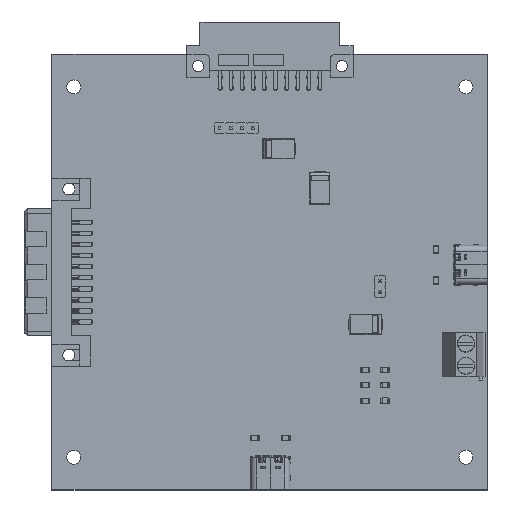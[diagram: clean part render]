
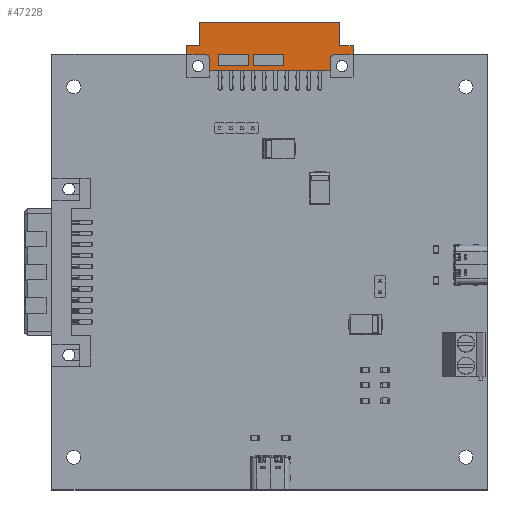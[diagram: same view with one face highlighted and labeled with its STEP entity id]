
A CAD part, top view. The second image highlights one B-rep face of the part: STEP entity #47228.
In plain terms, the highlighted face is planar.
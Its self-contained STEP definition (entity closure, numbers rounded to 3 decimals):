
#47203 = VERTEX_POINT('',#47204);
#47204 = CARTESIAN_POINT('',(13.43,8.6,1.6));
#47210 = EDGE_CURVE('',#47211,#47203,#47213,.T.);
#47211 = VERTEX_POINT('',#47212);
#47212 = CARTESIAN_POINT('',(13.43,8.6,4.2));
#47213 = LINE('',#47214,#47215);
#47214 = CARTESIAN_POINT('',(13.43,8.6,-1.1));
#47215 = VECTOR('',#47216,1.);
#47216 = DIRECTION('',(0.,0.,-1.));
#47228 = ADVANCED_FACE('',(#47229,#47254,#47288),#47404,.F.);
#47229 = FACE_BOUND('',#47230,.T.);
#47230 = EDGE_LOOP('',(#47231,#47232,#47240,#47248));
#47231 = ORIENTED_EDGE('',*,*,#47210,.T.);
#47232 = ORIENTED_EDGE('',*,*,#47233,.T.);
#47233 = EDGE_CURVE('',#47203,#47234,#47236,.T.);
#47234 = VERTEX_POINT('',#47235);
#47235 = CARTESIAN_POINT('',(20.43,8.6,1.6));
#47236 = LINE('',#47237,#47238);
#47237 = CARTESIAN_POINT('',(-2.49,8.6,1.6));
#47238 = VECTOR('',#47239,1.);
#47239 = DIRECTION('',(1.,0.,-0.));
#47240 = ORIENTED_EDGE('',*,*,#47241,.F.);
#47241 = EDGE_CURVE('',#47242,#47234,#47244,.T.);
#47242 = VERTEX_POINT('',#47243);
#47243 = CARTESIAN_POINT('',(20.43,8.6,4.2));
#47244 = LINE('',#47245,#47246);
#47245 = CARTESIAN_POINT('',(20.43,8.6,-1.1));
#47246 = VECTOR('',#47247,1.);
#47247 = DIRECTION('',(0.,0.,-1.));
#47248 = ORIENTED_EDGE('',*,*,#47249,.F.);
#47249 = EDGE_CURVE('',#47211,#47242,#47250,.T.);
#47250 = LINE('',#47251,#47252);
#47251 = CARTESIAN_POINT('',(5.13,8.6,4.2));
#47252 = VECTOR('',#47253,1.);
#47253 = DIRECTION('',(1.,0.,-0.));
#47254 = FACE_BOUND('',#47255,.T.);
#47255 = EDGE_LOOP('',(#47256,#47266,#47274,#47282));
#47256 = ORIENTED_EDGE('',*,*,#47257,.F.);
#47257 = EDGE_CURVE('',#47258,#47260,#47262,.T.);
#47258 = VERTEX_POINT('',#47259);
#47259 = CARTESIAN_POINT('',(21.43,8.6,4.2));
#47260 = VERTEX_POINT('',#47261);
#47261 = CARTESIAN_POINT('',(28.43,8.6,4.2));
#47262 = LINE('',#47263,#47264);
#47263 = CARTESIAN_POINT('',(35.63,8.6,4.2));
#47264 = VECTOR('',#47265,1.);
#47265 = DIRECTION('',(1.,0.,-0.));
#47266 = ORIENTED_EDGE('',*,*,#47267,.F.);
#47267 = EDGE_CURVE('',#47268,#47258,#47270,.T.);
#47268 = VERTEX_POINT('',#47269);
#47269 = CARTESIAN_POINT('',(21.43,8.6,1.6));
#47270 = LINE('',#47271,#47272);
#47271 = CARTESIAN_POINT('',(21.43,8.6,-1.1));
#47272 = VECTOR('',#47273,1.);
#47273 = DIRECTION('',(-0.,0.,1.));
#47274 = ORIENTED_EDGE('',*,*,#47275,.F.);
#47275 = EDGE_CURVE('',#47276,#47268,#47278,.T.);
#47276 = VERTEX_POINT('',#47277);
#47277 = CARTESIAN_POINT('',(28.43,8.6,1.6));
#47278 = LINE('',#47279,#47280);
#47279 = CARTESIAN_POINT('',(35.63,8.6,1.6));
#47280 = VECTOR('',#47281,1.);
#47281 = DIRECTION('',(-1.,0.,0.));
#47282 = ORIENTED_EDGE('',*,*,#47283,.F.);
#47283 = EDGE_CURVE('',#47260,#47276,#47284,.T.);
#47284 = LINE('',#47285,#47286);
#47285 = CARTESIAN_POINT('',(28.43,8.6,-1.1));
#47286 = VECTOR('',#47287,1.);
#47287 = DIRECTION('',(0.,0.,-1.));
#47288 = FACE_BOUND('',#47289,.T.);
#47289 = EDGE_LOOP('',(#47290,#47300,#47308,#47317,#47325,#47333,#47341,
    #47349,#47357,#47365,#47373,#47381,#47389,#47398));
#47290 = ORIENTED_EDGE('',*,*,#47291,.F.);
#47291 = EDGE_CURVE('',#47292,#47294,#47296,.T.);
#47292 = VERTEX_POINT('',#47293);
#47293 = CARTESIAN_POINT('',(2.71,8.6,0.4));
#47294 = VERTEX_POINT('',#47295);
#47295 = CARTESIAN_POINT('',(30.43,8.6,0.4));
#47296 = LINE('',#47297,#47298);
#47297 = CARTESIAN_POINT('',(-32.97,8.6,0.4));
#47298 = VECTOR('',#47299,1.);
#47299 = DIRECTION('',(1.,0.,-0.));
#47300 = ORIENTED_EDGE('',*,*,#47301,.T.);
#47301 = EDGE_CURVE('',#47292,#47302,#47304,.T.);
#47302 = VERTEX_POINT('',#47303);
#47303 = CARTESIAN_POINT('',(2.71,8.6,3.1));
#47304 = LINE('',#47305,#47306);
#47305 = CARTESIAN_POINT('',(2.71,8.6,-1.1));
#47306 = VECTOR('',#47307,1.);
#47307 = DIRECTION('',(-0.,0.,1.));
#47308 = ORIENTED_EDGE('',*,*,#47309,.T.);
#47309 = EDGE_CURVE('',#47302,#47310,#47312,.T.);
#47310 = VERTEX_POINT('',#47311);
#47311 = CARTESIAN_POINT('',(1.71,8.6,4.1));
#47312 = CIRCLE('',#47313,1.);
#47313 = AXIS2_PLACEMENT_3D('',#47314,#47315,#47316);
#47314 = CARTESIAN_POINT('',(1.71,8.6,3.1));
#47315 = DIRECTION('',(0.,-1.,0.));
#47316 = DIRECTION('',(1.,0.,0.));
#47317 = ORIENTED_EDGE('',*,*,#47318,.T.);
#47318 = EDGE_CURVE('',#47310,#47319,#47321,.T.);
#47319 = VERTEX_POINT('',#47320);
#47320 = CARTESIAN_POINT('',(-2.49,8.6,4.1));
#47321 = LINE('',#47322,#47323);
#47322 = CARTESIAN_POINT('',(-2.49,8.6,4.1));
#47323 = VECTOR('',#47324,1.);
#47324 = DIRECTION('',(-1.,0.,0.));
#47325 = ORIENTED_EDGE('',*,*,#47326,.T.);
#47326 = EDGE_CURVE('',#47319,#47327,#47329,.T.);
#47327 = VERTEX_POINT('',#47328);
#47328 = CARTESIAN_POINT('',(-2.49,8.6,6.1));
#47329 = LINE('',#47330,#47331);
#47330 = CARTESIAN_POINT('',(-2.49,8.6,-1.1));
#47331 = VECTOR('',#47332,1.);
#47332 = DIRECTION('',(-0.,0.,1.));
#47333 = ORIENTED_EDGE('',*,*,#47334,.T.);
#47334 = EDGE_CURVE('',#47327,#47335,#47337,.T.);
#47335 = VERTEX_POINT('',#47336);
#47336 = CARTESIAN_POINT('',(0.51,8.6,6.1));
#47337 = LINE('',#47338,#47339);
#47338 = CARTESIAN_POINT('',(-2.49,8.6,6.1));
#47339 = VECTOR('',#47340,1.);
#47340 = DIRECTION('',(1.,0.,-0.));
#47341 = ORIENTED_EDGE('',*,*,#47342,.T.);
#47342 = EDGE_CURVE('',#47335,#47343,#47345,.T.);
#47343 = VERTEX_POINT('',#47344);
#47344 = CARTESIAN_POINT('',(0.51,8.6,11.6));
#47345 = LINE('',#47346,#47347);
#47346 = CARTESIAN_POINT('',(0.51,8.6,-1.1));
#47347 = VECTOR('',#47348,1.);
#47348 = DIRECTION('',(-0.,0.,1.));
#47349 = ORIENTED_EDGE('',*,*,#47350,.F.);
#47350 = EDGE_CURVE('',#47351,#47343,#47353,.T.);
#47351 = VERTEX_POINT('',#47352);
#47352 = CARTESIAN_POINT('',(32.63,8.6,11.6));
#47353 = LINE('',#47354,#47355);
#47354 = CARTESIAN_POINT('',(5.15,8.6,11.6));
#47355 = VECTOR('',#47356,1.);
#47356 = DIRECTION('',(-1.,0.,0.));
#47357 = ORIENTED_EDGE('',*,*,#47358,.F.);
#47358 = EDGE_CURVE('',#47359,#47351,#47361,.T.);
#47359 = VERTEX_POINT('',#47360);
#47360 = CARTESIAN_POINT('',(32.63,8.6,6.1));
#47361 = LINE('',#47362,#47363);
#47362 = CARTESIAN_POINT('',(32.63,8.6,-1.1));
#47363 = VECTOR('',#47364,1.);
#47364 = DIRECTION('',(-0.,0.,1.));
#47365 = ORIENTED_EDGE('',*,*,#47366,.F.);
#47366 = EDGE_CURVE('',#47367,#47359,#47369,.T.);
#47367 = VERTEX_POINT('',#47368);
#47368 = CARTESIAN_POINT('',(35.63,8.6,6.1));
#47369 = LINE('',#47370,#47371);
#47370 = CARTESIAN_POINT('',(35.63,8.6,6.1));
#47371 = VECTOR('',#47372,1.);
#47372 = DIRECTION('',(-1.,0.,0.));
#47373 = ORIENTED_EDGE('',*,*,#47374,.F.);
#47374 = EDGE_CURVE('',#47375,#47367,#47377,.T.);
#47375 = VERTEX_POINT('',#47376);
#47376 = CARTESIAN_POINT('',(35.63,8.6,4.1));
#47377 = LINE('',#47378,#47379);
#47378 = CARTESIAN_POINT('',(35.63,8.6,-1.1));
#47379 = VECTOR('',#47380,1.);
#47380 = DIRECTION('',(-0.,0.,1.));
#47381 = ORIENTED_EDGE('',*,*,#47382,.F.);
#47382 = EDGE_CURVE('',#47383,#47375,#47385,.T.);
#47383 = VERTEX_POINT('',#47384);
#47384 = CARTESIAN_POINT('',(31.43,8.6,4.1));
#47385 = LINE('',#47386,#47387);
#47386 = CARTESIAN_POINT('',(35.63,8.6,4.1));
#47387 = VECTOR('',#47388,1.);
#47388 = DIRECTION('',(1.,0.,-0.));
#47389 = ORIENTED_EDGE('',*,*,#47390,.F.);
#47390 = EDGE_CURVE('',#47391,#47383,#47393,.T.);
#47391 = VERTEX_POINT('',#47392);
#47392 = CARTESIAN_POINT('',(30.43,8.6,3.1));
#47393 = CIRCLE('',#47394,1.);
#47394 = AXIS2_PLACEMENT_3D('',#47395,#47396,#47397);
#47395 = CARTESIAN_POINT('',(31.43,8.6,3.1));
#47396 = DIRECTION('',(0.,1.,0.));
#47397 = DIRECTION('',(-1.,0.,0.));
#47398 = ORIENTED_EDGE('',*,*,#47399,.F.);
#47399 = EDGE_CURVE('',#47294,#47391,#47400,.T.);
#47400 = LINE('',#47401,#47402);
#47401 = CARTESIAN_POINT('',(30.43,8.6,-1.1));
#47402 = VECTOR('',#47403,1.);
#47403 = DIRECTION('',(-0.,0.,1.));
#47404 = PLANE('',#47405);
#47405 = AXIS2_PLACEMENT_3D('',#47406,#47407,#47408);
#47406 = CARTESIAN_POINT('',(16.57,8.6,7.9));
#47407 = DIRECTION('',(0.,-1.,0.));
#47408 = DIRECTION('',(1.,0.,0.));
